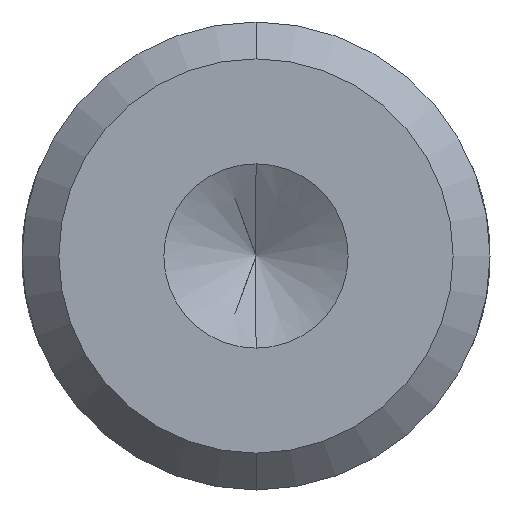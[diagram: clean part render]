
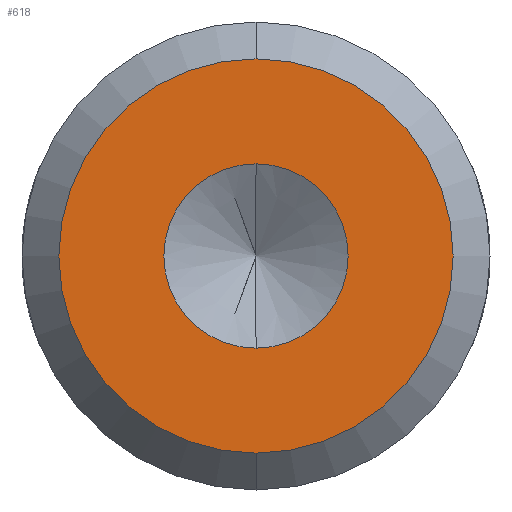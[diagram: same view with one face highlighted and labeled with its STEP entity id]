
A CAD part, front view. The second image highlights one B-rep face of the part: STEP entity #618.
In plain terms, the highlighted planar face has unit normal (0, -1, 0).
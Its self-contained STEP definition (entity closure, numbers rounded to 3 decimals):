
#3 = VERTEX_POINT ( 'NONE', #93 ) ;
#24 = VERTEX_POINT ( 'NONE', #575 ) ;
#73 = DIRECTION ( 'NONE',  ( 0., 0., -1. ) ) ;
#76 = CARTESIAN_POINT ( 'NONE',  ( 0., 0., 0. ) ) ;
#80 = AXIS2_PLACEMENT_3D ( 'NONE', #76, #442, #687 ) ;
#93 = CARTESIAN_POINT ( 'NONE',  ( 0., 0., -2.5 ) ) ;
#151 = FACE_BOUND ( 'NONE', #767, .T. ) ;
#191 = DIRECTION ( 'NONE',  ( 0., -1., 0. ) ) ;
#214 = ORIENTED_EDGE ( 'NONE', *, *, #691, .T. ) ;
#274 = PLANE ( 'NONE',  #876 ) ;
#304 = CIRCLE ( 'NONE', #80, 2.5 ) ;
#341 = ORIENTED_EDGE ( 'NONE', *, *, #572, .F. ) ;
#342 = EDGE_LOOP ( 'NONE', ( #214, #420 ) ) ;
#393 = AXIS2_PLACEMENT_3D ( 'NONE', #664, #191, #576 ) ;
#420 = ORIENTED_EDGE ( 'NONE', *, *, #653, .T. ) ;
#442 = DIRECTION ( 'NONE',  ( 0., -1., 0. ) ) ;
#532 = DIRECTION ( 'NONE',  ( 0., -1., 0. ) ) ;
#544 = CARTESIAN_POINT ( 'NONE',  ( 0., 0., -5.35 ) ) ;
#550 = ORIENTED_EDGE ( 'NONE', *, *, #716, .F. ) ;
#552 = CIRCLE ( 'NONE', #824, 5.35 ) ;
#572 = EDGE_CURVE ( 'NONE', #3, #24, #969, .T. ) ;
#575 = CARTESIAN_POINT ( 'NONE',  ( 0., 0., 2.5 ) ) ;
#576 = DIRECTION ( 'NONE',  ( 0., 0., -1. ) ) ;
#586 = CARTESIAN_POINT ( 'NONE',  ( 0., 0., 0. ) ) ;
#600 = VERTEX_POINT ( 'NONE', #743 ) ;
#618 = ADVANCED_FACE ( 'NONE', ( #151, #754 ), #274, .F. ) ;
#653 = EDGE_CURVE ( 'NONE', #879, #600, #552, .T. ) ;
#664 = CARTESIAN_POINT ( 'NONE',  ( 0., 0., 0. ) ) ;
#687 = DIRECTION ( 'NONE',  ( 0., 0., -1. ) ) ;
#691 = EDGE_CURVE ( 'NONE', #600, #879, #730, .T. ) ;
#716 = EDGE_CURVE ( 'NONE', #24, #3, #304, .T. ) ;
#730 = CIRCLE ( 'NONE', #921, 5.35 ) ;
#739 = DIRECTION ( 'NONE',  ( 0., 0., 1. ) ) ;
#743 = CARTESIAN_POINT ( 'NONE',  ( 0., 0., 5.35 ) ) ;
#754 = FACE_OUTER_BOUND ( 'NONE', #342, .T. ) ;
#759 = CARTESIAN_POINT ( 'NONE',  ( 0., 0., 0. ) ) ;
#765 = DIRECTION ( 'NONE',  ( 0., -1., 0. ) ) ;
#767 = EDGE_LOOP ( 'NONE', ( #341, #550 ) ) ;
#824 = AXIS2_PLACEMENT_3D ( 'NONE', #759, #765, #991 ) ;
#831 = DIRECTION ( 'NONE',  ( 0., 1., 0. ) ) ;
#876 = AXIS2_PLACEMENT_3D ( 'NONE', #586, #831, #739 ) ;
#879 = VERTEX_POINT ( 'NONE', #544 ) ;
#921 = AXIS2_PLACEMENT_3D ( 'NONE', #930, #532, #73 ) ;
#930 = CARTESIAN_POINT ( 'NONE',  ( 0., 0., 0. ) ) ;
#969 = CIRCLE ( 'NONE', #393, 2.5 ) ;
#991 = DIRECTION ( 'NONE',  ( 0., 0., -1. ) ) ;
